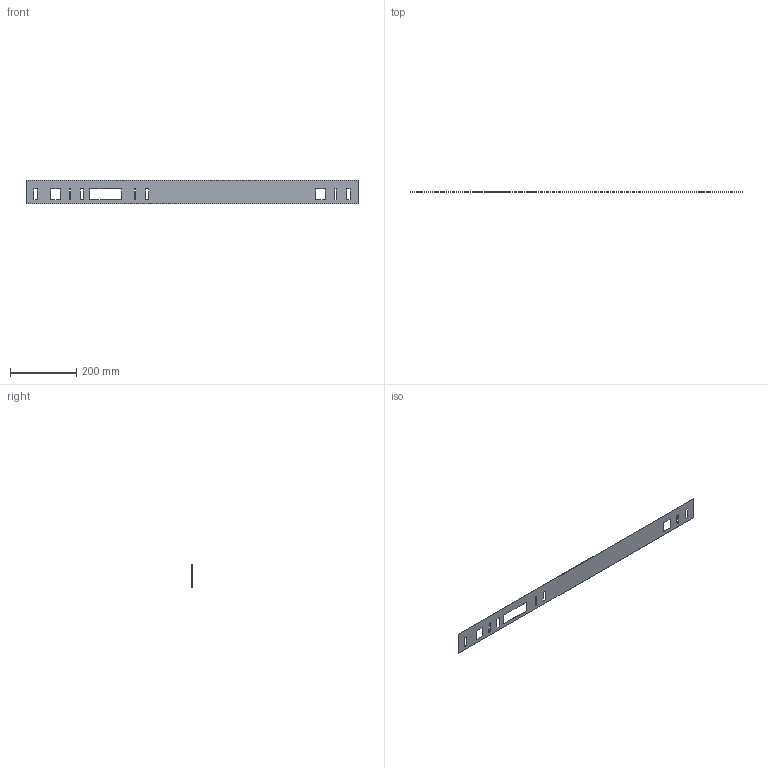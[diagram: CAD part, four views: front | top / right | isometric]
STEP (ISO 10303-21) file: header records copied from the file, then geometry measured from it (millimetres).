
FILE_DESCRIPTION((''),'2;1');
FILE_NAME('CAD-8753','2023-07-07T08:01:51',('creinig-se'),(''),'CREO PARAMETRIC BY PTC INC, 2022284','CREO PARAMETRIC BY PTC INC, 2022284','');
FILE_SCHEMA(('CONFIG_CONTROL_DESIGN','SHAPE_APPEARANCE_LAYERS_GROUPS'));
Length unit declared in the file: millimetre
Products named in the file (1): CAD-8753
Bounding box: 1000 x 0.5 x 70.2 mm (x, y, z)
Volume: 31797.6 mm3; surface area: 128787 mm2
Topology: 1 solids, 1 shells, 46 faces, 132 edges, 88 vertices
Faces by surface type: plane 46
Entity records: 1993 total; most frequent: CARTESIAN_POINT 266, ORIENTED_EDGE 264, DIRECTION 224, PRESENTATION_STYLE_ASSIGNMENT 133, STYLED_ITEM 133, VECTOR 132, LINE 132, CURVE_STYLE 132
